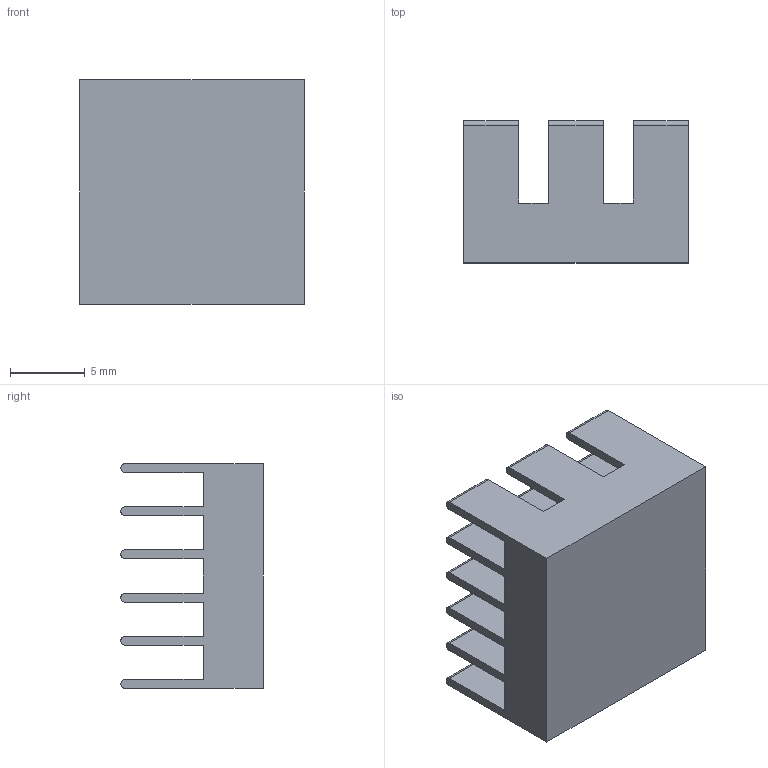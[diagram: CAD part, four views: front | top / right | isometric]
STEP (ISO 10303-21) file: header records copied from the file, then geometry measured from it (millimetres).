
FILE_DESCRIPTION(/* description */ (''),/* implementation_level */ '2;1');
FILE_NAME(/* name */ 'heatsink 15mm_v1.step',/* time_stamp */ '2023-01-28T13:11:05-08:00',/* author */ (''),/* organization */ (''),/* preprocessor_version */ 'ST-DEVELOPER v19.2',/* originating_system */ 'Autodesk Translation Framework v11.17.0.187',/* authorisation */ '');
FILE_SCHEMA (('AUTOMOTIVE_DESIGN { 1 0 10303 214 3 1 1 }'));
Length unit declared in the file: millimetre
Products named in the file (1): heatsink 15mm
Bounding box: 15 x 9.5 x 15 mm (x, y, z)
Volume: 1115.4 mm3; surface area: 1517.1 mm2
Topology: 1 solids, 1 shells, 96 faces, 270 edges, 180 vertices
Faces by surface type: plane 60, cylinder 36
Entity records: 3146 total; most frequent: CARTESIAN_POINT 547, ORIENTED_EDGE 540, DIRECTION 536, EDGE_CURVE 270, LINE 198, VECTOR 198, VERTEX_POINT 180, AXIS2_PLACEMENT_3D 169
